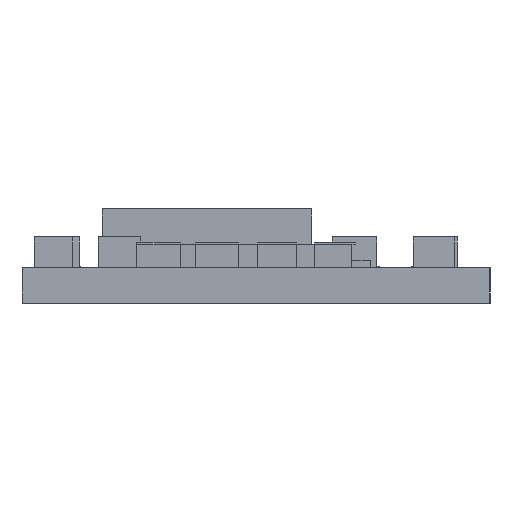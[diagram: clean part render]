
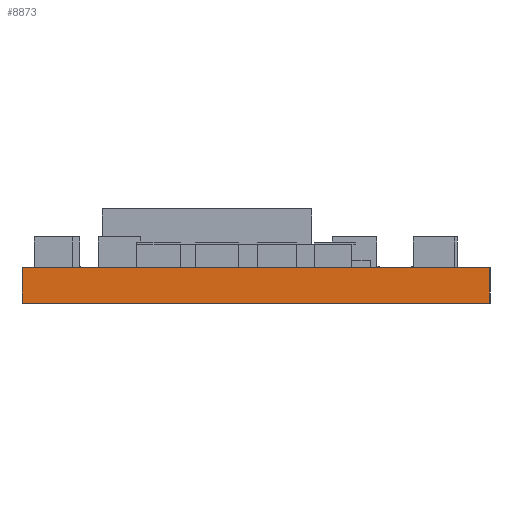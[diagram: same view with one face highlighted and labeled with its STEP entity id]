
A CAD part, left-side view. The second image highlights one B-rep face of the part: STEP entity #8873.
In plain terms, the highlighted planar face has unit normal (-1, 0, 0).
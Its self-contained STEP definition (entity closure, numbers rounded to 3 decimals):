
#591 = ORIENTED_EDGE ( 'NONE', *, *, #4950, .F. ) ;
#642 = ORIENTED_EDGE ( 'NONE', *, *, #13884, .F. ) ;
#684 = EDGE_LOOP ( 'NONE', ( #642, #591, #5210, #11899 ) ) ;
#697 = EDGE_CURVE ( 'NONE', #2630, #11806, #3697, .T. ) ;
#2370 = CARTESIAN_POINT ( 'NONE',  ( 0., 7.95, -1.2 ) ) ;
#2630 = VERTEX_POINT ( 'NONE', #8027 ) ;
#3697 = LINE ( 'NONE', #8852, #5123 ) ;
#3987 = VERTEX_POINT ( 'NONE', #11108 ) ;
#4366 = EDGE_CURVE ( 'NONE', #11806, #4419, #10066, .T. ) ;
#4419 = VERTEX_POINT ( 'NONE', #6789 ) ;
#4950 = EDGE_CURVE ( 'NONE', #2630, #3987, #12862, .T. ) ;
#5123 = VECTOR ( 'NONE', #13255, 1000. ) ;
#5210 = ORIENTED_EDGE ( 'NONE', *, *, #697, .T. ) ;
#5849 = LINE ( 'NONE', #13687, #6381 ) ;
#6381 = VECTOR ( 'NONE', #10142, 1000. ) ;
#6514 = VECTOR ( 'NONE', #12241, 1000. ) ;
#6789 = CARTESIAN_POINT ( 'NONE',  ( 0., -7.95, 0. ) ) ;
#8027 = CARTESIAN_POINT ( 'NONE',  ( 0., 7.95, -1.2 ) ) ;
#8503 = PLANE ( 'NONE',  #12916 ) ;
#8852 = CARTESIAN_POINT ( 'NONE',  ( 0., 7.95, -1.2 ) ) ;
#8873 = ADVANCED_FACE ( 'NONE', ( #13985 ), #8503, .T. ) ;
#9117 = DIRECTION ( 'NONE',  ( -1., 0., 0. ) ) ;
#10066 = LINE ( 'NONE', #11073, #6514 ) ;
#10142 = DIRECTION ( 'NONE',  ( 0., -1., 0. ) ) ;
#10194 = CARTESIAN_POINT ( 'NONE',  ( 0., -7.95, -1.2 ) ) ;
#10224 = CARTESIAN_POINT ( 'NONE',  ( 0., 7.95, -1.2 ) ) ;
#11073 = CARTESIAN_POINT ( 'NONE',  ( 0., -7.95, -1.2 ) ) ;
#11108 = CARTESIAN_POINT ( 'NONE',  ( 0., 7.95, 0. ) ) ;
#11343 = VECTOR ( 'NONE', #13351, 1000. ) ;
#11806 = VERTEX_POINT ( 'NONE', #10194 ) ;
#11899 = ORIENTED_EDGE ( 'NONE', *, *, #4366, .T. ) ;
#12241 = DIRECTION ( 'NONE',  ( 0., 0., 1. ) ) ;
#12428 = DIRECTION ( 'NONE',  ( 0., 0., 1. ) ) ;
#12862 = LINE ( 'NONE', #10224, #11343 ) ;
#12916 = AXIS2_PLACEMENT_3D ( 'NONE', #2370, #9117, #12428 ) ;
#13255 = DIRECTION ( 'NONE',  ( 0., -1., 0. ) ) ;
#13351 = DIRECTION ( 'NONE',  ( 0., 0., 1. ) ) ;
#13687 = CARTESIAN_POINT ( 'NONE',  ( 0., 7.95, 0. ) ) ;
#13884 = EDGE_CURVE ( 'NONE', #3987, #4419, #5849, .T. ) ;
#13985 = FACE_OUTER_BOUND ( 'NONE', #684, .T. ) ;
